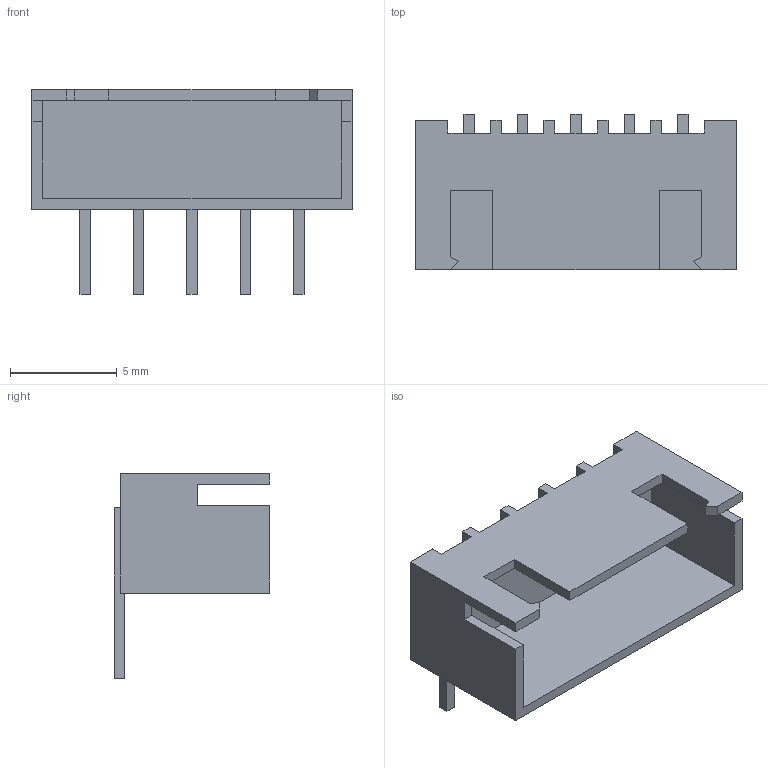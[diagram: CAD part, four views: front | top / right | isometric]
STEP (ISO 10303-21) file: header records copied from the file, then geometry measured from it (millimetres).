
FILE_DESCRIPTION(('FreeCAD Model'),'2;1');
FILE_NAME( 'JST_XH_5x2.5_TH_Angled.step', '2020-02-13T22:37:15',('Author'),(''), 'Open CASCADE STEP processor 7.3','FreeCAD','Unknown');
FILE_SCHEMA(('AUTOMOTIVE_DESIGN { 1 0 10303 214 1 1 1 1 }'));
Length unit declared in the file: millimetre
Products named in the file (1): LinearPattern003
Bounding box: 15 x 7.3 x 9.6 mm (x, y, z)
Volume: 200.5 mm3; surface area: 738 mm2
Topology: 1 solids, 1 shells, 93 faces, 259 edges, 168 vertices
Faces by surface type: plane 93
Entity records: 6202 total; most frequent: CARTESIAN_POINT 1126, DIRECTION 878, LINE 690, VECTOR 690, ORIENTED_EDGE 518, PCURVE 518, DEFINITIONAL_REPRESENTATION 518, EDGE_CURVE 259
